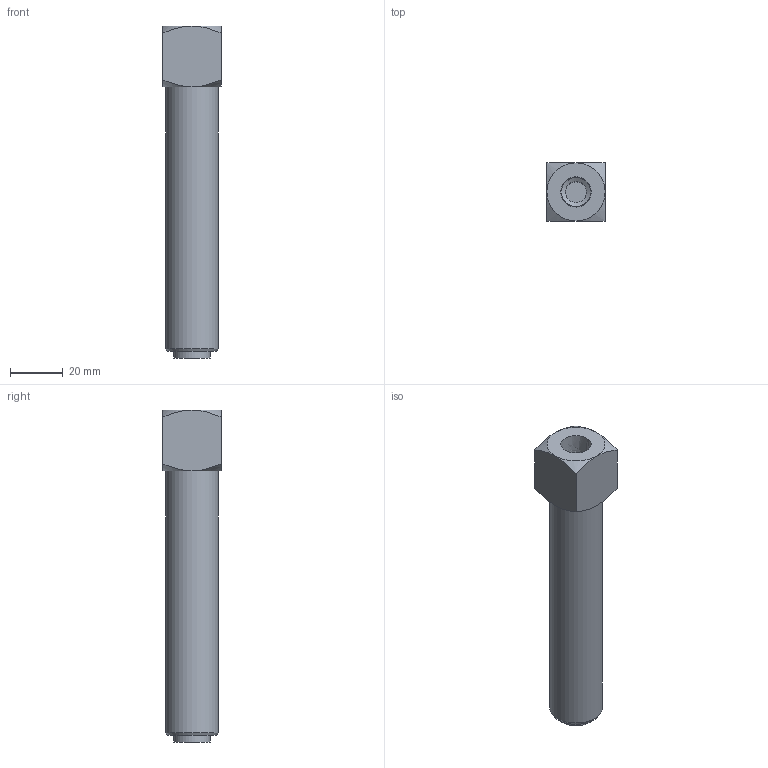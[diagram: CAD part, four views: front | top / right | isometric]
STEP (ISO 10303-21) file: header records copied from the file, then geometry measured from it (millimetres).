
FILE_DESCRIPTION((''),'2;1');
FILE_NAME('GR03.037.stp','2007-09-07T12:15:00',('RKob'),(''),'Autodesk Inventor 11','Autodesk Inventor 11','');
FILE_SCHEMA(('AUTOMOTIVE_DESIGN { 1 0 10303 214 1 1 1 1 }'));
Length unit declared in the file: millimetre
Products named in the file (3): GR03; 77
Assembly tree (2 placements, depth 2):
  GR03
    GR03
    77
Bounding box: 22 x 22 x 125.5 mm (x, y, z)
Volume: 35679.1 mm3; surface area: 13011.8 mm2
Topology: 2 solids, 2 shells, 36 faces, 76 edges, 47 vertices
Faces by surface type: plane 17, cone 10, bspline 6, cylinder 3
Full cylindrical faces by diameter (mm): 9.73 x1, 13.9 x1, 20 x1
Entity records: 1070 total; most frequent: CARTESIAN_POINT 333, DIRECTION 138, ORIENTED_EDGE 124, EDGE_CURVE 62, AXIS2_PLACEMENT_3D 58, EDGE_LOOP 54, VERTEX_POINT 44, FACE_OUTER_BOUND 36
